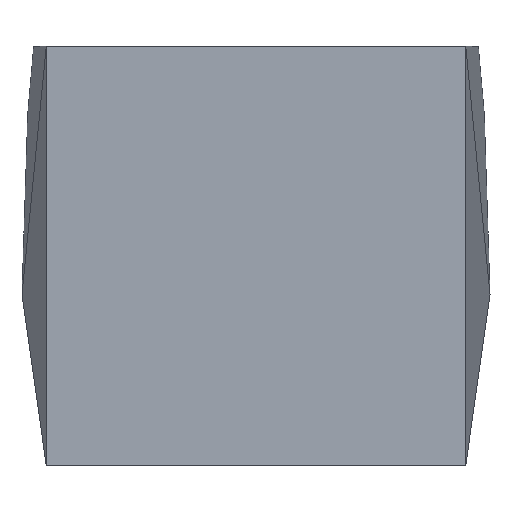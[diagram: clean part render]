
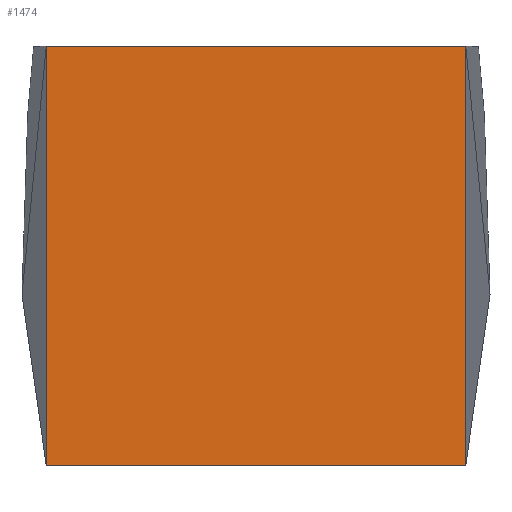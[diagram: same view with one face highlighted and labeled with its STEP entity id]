
A CAD part, left-side view. The second image highlights one B-rep face of the part: STEP entity #1474.
In plain terms, the highlighted planar face has unit normal (-1, 0, 0).
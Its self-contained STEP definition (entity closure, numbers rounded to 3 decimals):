
#214=LINE('',#2700,#368);
#225=LINE('',#2718,#379);
#226=LINE('',#2721,#380);
#227=LINE('',#2722,#381);
#368=VECTOR('',#1977,1000.);
#379=VECTOR('',#1992,1000.);
#380=VECTOR('',#1993,1000.);
#381=VECTOR('',#1994,1000.);
#710=ORIENTED_EDGE('',*,*,#997,.T.);
#711=ORIENTED_EDGE('',*,*,#998,.T.);
#712=ORIENTED_EDGE('',*,*,#986,.T.);
#713=ORIENTED_EDGE('',*,*,#999,.F.);
#986=EDGE_CURVE('',#1190,#1189,#214,.T.);
#997=EDGE_CURVE('',#1195,#1196,#225,.T.);
#998=EDGE_CURVE('',#1196,#1190,#226,.T.);
#999=EDGE_CURVE('',#1195,#1189,#227,.T.);
#1189=VERTEX_POINT('',#2699);
#1190=VERTEX_POINT('',#2701);
#1195=VERTEX_POINT('',#2719);
#1196=VERTEX_POINT('',#2720);
#1312=EDGE_LOOP('',(#710,#711,#712,#713));
#1377=FACE_BOUND('',#1312,.T.);
#1413=PLANE('',#1627);
#1474=ADVANCED_FACE('',(#1377),#1413,.T.);
#1627=AXIS2_PLACEMENT_3D('',#2717,#1990,#1991);
#1977=DIRECTION('',(0.,-1.,0.));
#1990=DIRECTION('',(-1.,0.,0.));
#1991=DIRECTION('',(0.,0.,1.));
#1992=DIRECTION('',(0.,1.,0.));
#1993=DIRECTION('',(0.,0.,-1.));
#1994=DIRECTION('',(0.,0.,-1.));
#2699=CARTESIAN_POINT('',(0.,-25.,-26.919));
#2700=CARTESIAN_POINT('',(0.,-27.477,-26.919));
#2701=CARTESIAN_POINT('',(0.,25.,-26.919));
#2717=CARTESIAN_POINT('',(0.,295.431,55.081));
#2718=CARTESIAN_POINT('',(0.,-26.5,23.081));
#2719=CARTESIAN_POINT('',(0.,-25.,23.081));
#2720=CARTESIAN_POINT('',(0.,25.,23.081));
#2721=CARTESIAN_POINT('',(0.,25.,-26.919));
#2722=CARTESIAN_POINT('',(0.,-25.,-26.919));
